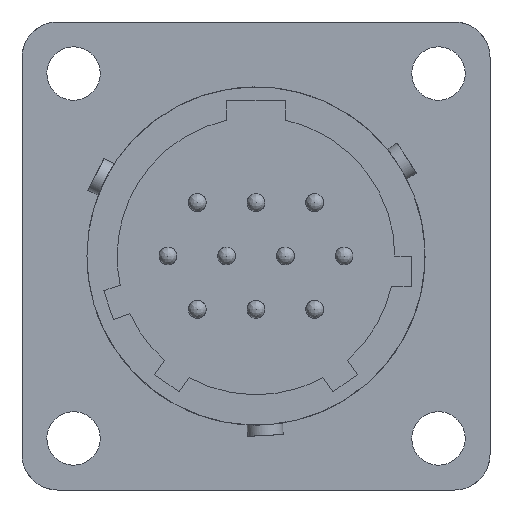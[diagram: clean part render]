
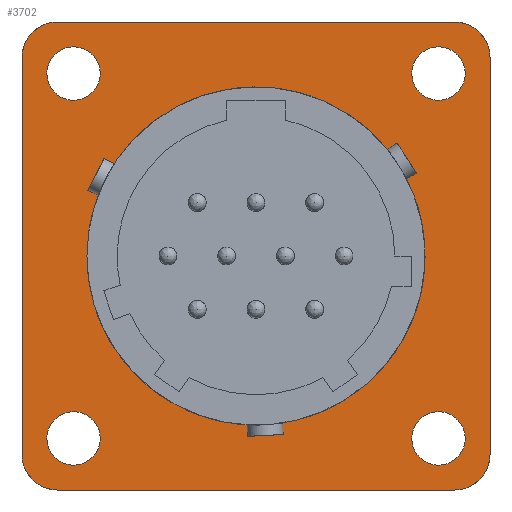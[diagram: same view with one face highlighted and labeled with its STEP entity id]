
A CAD part, front view. The second image highlights one B-rep face of the part: STEP entity #3702.
In plain terms, the highlighted free-form (B-spline) face has degree [1, 1] with [2, 2] control points.
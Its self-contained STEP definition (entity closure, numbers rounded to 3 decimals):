
#3649 = VERTEX_POINT('',#3650);
#3650 = CARTESIAN_POINT('',(-13.15,11.42,11.15));
#3655 = EDGE_CURVE('',#3649,#3656,#3658,.T.);
#3656 = VERTEX_POINT('',#3657);
#3657 = CARTESIAN_POINT('',(-11.15,11.42,13.15));
#3658 = ( BOUNDED_CURVE() B_SPLINE_CURVE(2,(#3659,#3660,#3661),
.UNSPECIFIED.,.F.,.F.) B_SPLINE_CURVE_WITH_KNOTS((3,3),(-0.785,
0.785),.PIECEWISE_BEZIER_KNOTS.) CURVE() 
GEOMETRIC_REPRESENTATION_ITEM() RATIONAL_B_SPLINE_CURVE((1.,
0.707,1.)) REPRESENTATION_ITEM('') );
#3659 = CARTESIAN_POINT('',(-13.15,11.42,11.15));
#3660 = CARTESIAN_POINT('',(-13.15,11.42,13.15));
#3661 = CARTESIAN_POINT('',(-11.15,11.42,13.15));
#3679 = EDGE_CURVE('',#3656,#3680,#3682,.T.);
#3680 = VERTEX_POINT('',#3681);
#3681 = CARTESIAN_POINT('',(11.15,11.42,13.15));
#3682 = B_SPLINE_CURVE_WITH_KNOTS('',1,(#3683,#3684),.UNSPECIFIED.,.F.,
  .F.,(2,2),(0.2,2.43),.PIECEWISE_BEZIER_KNOTS.);
#3683 = CARTESIAN_POINT('',(-11.15,11.42,13.15));
#3684 = CARTESIAN_POINT('',(11.15,11.42,13.15));
#3702 = ADVANCED_FACE('',(#3703,#3750,#3766,#3782,#3804,#3820),#3836,.T.
  );
#3703 = FACE_BOUND('',#3704,.T.);
#3704 = EDGE_LOOP('',(#3705,#3706,#3713,#3721,#3728,#3736,#3743,#3749));
#3705 = ORIENTED_EDGE('',*,*,#3655,.F.);
#3706 = ORIENTED_EDGE('',*,*,#3707,.F.);
#3707 = EDGE_CURVE('',#3708,#3649,#3710,.T.);
#3708 = VERTEX_POINT('',#3709);
#3709 = CARTESIAN_POINT('',(-13.15,11.42,-11.15));
#3710 = B_SPLINE_CURVE_WITH_KNOTS('',1,(#3711,#3712),.UNSPECIFIED.,.F.,
  .F.,(2,2),(0.2,2.43),.PIECEWISE_BEZIER_KNOTS.);
#3711 = CARTESIAN_POINT('',(-13.15,11.42,-11.15));
#3712 = CARTESIAN_POINT('',(-13.15,11.42,11.15));
#3713 = ORIENTED_EDGE('',*,*,#3714,.F.);
#3714 = EDGE_CURVE('',#3715,#3708,#3717,.T.);
#3715 = VERTEX_POINT('',#3716);
#3716 = CARTESIAN_POINT('',(-11.15,11.42,-13.15));
#3717 = ( BOUNDED_CURVE() B_SPLINE_CURVE(2,(#3718,#3719,#3720),
.UNSPECIFIED.,.F.,.F.) B_SPLINE_CURVE_WITH_KNOTS((3,3),(-0.785,
0.785),.PIECEWISE_BEZIER_KNOTS.) CURVE() 
GEOMETRIC_REPRESENTATION_ITEM() RATIONAL_B_SPLINE_CURVE((1.,
0.707,1.)) REPRESENTATION_ITEM('') );
#3718 = CARTESIAN_POINT('',(-11.15,11.42,-13.15));
#3719 = CARTESIAN_POINT('',(-13.15,11.42,-13.15));
#3720 = CARTESIAN_POINT('',(-13.15,11.42,-11.15));
#3721 = ORIENTED_EDGE('',*,*,#3722,.F.);
#3722 = EDGE_CURVE('',#3723,#3715,#3725,.T.);
#3723 = VERTEX_POINT('',#3724);
#3724 = CARTESIAN_POINT('',(11.15,11.42,-13.15));
#3725 = B_SPLINE_CURVE_WITH_KNOTS('',1,(#3726,#3727),.UNSPECIFIED.,.F.,
  .F.,(2,2),(0.2,2.43),.PIECEWISE_BEZIER_KNOTS.);
#3726 = CARTESIAN_POINT('',(11.15,11.42,-13.15));
#3727 = CARTESIAN_POINT('',(-11.15,11.42,-13.15));
#3728 = ORIENTED_EDGE('',*,*,#3729,.F.);
#3729 = EDGE_CURVE('',#3730,#3723,#3732,.T.);
#3730 = VERTEX_POINT('',#3731);
#3731 = CARTESIAN_POINT('',(13.15,11.42,-11.15));
#3732 = ( BOUNDED_CURVE() B_SPLINE_CURVE(2,(#3733,#3734,#3735),
.UNSPECIFIED.,.F.,.F.) B_SPLINE_CURVE_WITH_KNOTS((3,3),(-0.785,
0.785),.PIECEWISE_BEZIER_KNOTS.) CURVE() 
GEOMETRIC_REPRESENTATION_ITEM() RATIONAL_B_SPLINE_CURVE((1.,
0.707,1.)) REPRESENTATION_ITEM('') );
#3733 = CARTESIAN_POINT('',(13.15,11.42,-11.15));
#3734 = CARTESIAN_POINT('',(13.15,11.42,-13.15));
#3735 = CARTESIAN_POINT('',(11.15,11.42,-13.15));
#3736 = ORIENTED_EDGE('',*,*,#3737,.F.);
#3737 = EDGE_CURVE('',#3738,#3730,#3740,.T.);
#3738 = VERTEX_POINT('',#3739);
#3739 = CARTESIAN_POINT('',(13.15,11.42,11.15));
#3740 = B_SPLINE_CURVE_WITH_KNOTS('',1,(#3741,#3742),.UNSPECIFIED.,.F.,
  .F.,(2,2),(0.2,2.43),.PIECEWISE_BEZIER_KNOTS.);
#3741 = CARTESIAN_POINT('',(13.15,11.42,11.15));
#3742 = CARTESIAN_POINT('',(13.15,11.42,-11.15));
#3743 = ORIENTED_EDGE('',*,*,#3744,.F.);
#3744 = EDGE_CURVE('',#3680,#3738,#3745,.T.);
#3745 = ( BOUNDED_CURVE() B_SPLINE_CURVE(2,(#3746,#3747,#3748),
.UNSPECIFIED.,.F.,.F.) B_SPLINE_CURVE_WITH_KNOTS((3,3),(-0.785,
0.785),.PIECEWISE_BEZIER_KNOTS.) CURVE() 
GEOMETRIC_REPRESENTATION_ITEM() RATIONAL_B_SPLINE_CURVE((1.,
0.707,1.)) REPRESENTATION_ITEM('') );
#3746 = CARTESIAN_POINT('',(11.15,11.42,13.15));
#3747 = CARTESIAN_POINT('',(13.15,11.42,13.15));
#3748 = CARTESIAN_POINT('',(13.15,11.42,11.15));
#3749 = ORIENTED_EDGE('',*,*,#3679,.F.);
#3750 = FACE_BOUND('',#3751,.T.);
#3751 = EDGE_LOOP('',(#3752));
#3752 = ORIENTED_EDGE('',*,*,#3753,.F.);
#3753 = EDGE_CURVE('',#3754,#3754,#3756,.T.);
#3754 = VERTEX_POINT('',#3755);
#3755 = CARTESIAN_POINT('',(8.753,11.42,10.253));
#3756 = ( BOUNDED_CURVE() B_SPLINE_CURVE(2,(#3757,#3758,#3759,#3760,
    #3761,#3762,#3763,#3764,#3765),.UNSPECIFIED.,.T.,.F.) 
B_SPLINE_CURVE_WITH_KNOTS((3,2,2,2,3),(-3.142,-1.571,0.
,1.571,3.142),.UNSPECIFIED.) CURVE() 
GEOMETRIC_REPRESENTATION_ITEM() RATIONAL_B_SPLINE_CURVE((1.,
    0.707,1.,0.707,1.,0.707,1.,0.707
,1.)) REPRESENTATION_ITEM('') );
#3757 = CARTESIAN_POINT('',(8.753,11.42,10.253));
#3758 = CARTESIAN_POINT('',(8.753,11.42,8.753));
#3759 = CARTESIAN_POINT('',(10.253,11.42,8.753));
#3760 = CARTESIAN_POINT('',(11.753,11.42,8.753));
#3761 = CARTESIAN_POINT('',(11.753,11.42,10.253));
#3762 = CARTESIAN_POINT('',(11.753,11.42,11.753));
#3763 = CARTESIAN_POINT('',(10.253,11.42,11.753));
#3764 = CARTESIAN_POINT('',(8.753,11.42,11.753));
#3765 = CARTESIAN_POINT('',(8.753,11.42,10.253));
#3766 = FACE_BOUND('',#3767,.T.);
#3767 = EDGE_LOOP('',(#3768));
#3768 = ORIENTED_EDGE('',*,*,#3769,.F.);
#3769 = EDGE_CURVE('',#3770,#3770,#3772,.T.);
#3770 = VERTEX_POINT('',#3771);
#3771 = CARTESIAN_POINT('',(-11.753,11.42,-10.253));
#3772 = ( BOUNDED_CURVE() B_SPLINE_CURVE(2,(#3773,#3774,#3775,#3776,
    #3777,#3778,#3779,#3780,#3781),.UNSPECIFIED.,.T.,.F.) 
B_SPLINE_CURVE_WITH_KNOTS((3,2,2,2,3),(-3.142,-1.571,0.
,1.571,3.142),.UNSPECIFIED.) CURVE() 
GEOMETRIC_REPRESENTATION_ITEM() RATIONAL_B_SPLINE_CURVE((1.,
    0.707,1.,0.707,1.,0.707,1.,0.707
,1.)) REPRESENTATION_ITEM('') );
#3773 = CARTESIAN_POINT('',(-11.753,11.42,-10.253));
#3774 = CARTESIAN_POINT('',(-11.753,11.42,-11.753));
#3775 = CARTESIAN_POINT('',(-10.253,11.42,-11.753));
#3776 = CARTESIAN_POINT('',(-8.753,11.42,-11.753));
#3777 = CARTESIAN_POINT('',(-8.753,11.42,-10.253));
#3778 = CARTESIAN_POINT('',(-8.753,11.42,-8.753));
#3779 = CARTESIAN_POINT('',(-10.253,11.42,-8.753));
#3780 = CARTESIAN_POINT('',(-11.753,11.42,-8.753));
#3781 = CARTESIAN_POINT('',(-11.753,11.42,-10.253));
#3782 = FACE_BOUND('',#3783,.T.);
#3783 = EDGE_LOOP('',(#3784,#3796));
#3784 = ORIENTED_EDGE('',*,*,#3785,.T.);
#3785 = EDGE_CURVE('',#3786,#3788,#3790,.T.);
#3786 = VERTEX_POINT('',#3787);
#3787 = CARTESIAN_POINT('',(9.5,11.42,0.));
#3788 = VERTEX_POINT('',#3789);
#3789 = CARTESIAN_POINT('',(-9.5,11.42,0.));
#3790 = ( BOUNDED_CURVE() B_SPLINE_CURVE(2,(#3791,#3792,#3793,#3794,
#3795),.UNSPECIFIED.,.F.,.F.) B_SPLINE_CURVE_WITH_KNOTS((3,2,3),(
    -3.142,-1.571,0.),.UNSPECIFIED.) 
CURVE() GEOMETRIC_REPRESENTATION_ITEM() RATIONAL_B_SPLINE_CURVE((1.,
0.707,1.,0.707,1.)) REPRESENTATION_ITEM('') );
#3791 = CARTESIAN_POINT('',(9.5,11.42,0.));
#3792 = CARTESIAN_POINT('',(9.5,11.42,-9.5));
#3793 = CARTESIAN_POINT('',(0.,11.42,-9.5));
#3794 = CARTESIAN_POINT('',(-9.5,11.42,-9.5));
#3795 = CARTESIAN_POINT('',(-9.5,11.42,0.));
#3796 = ORIENTED_EDGE('',*,*,#3797,.T.);
#3797 = EDGE_CURVE('',#3788,#3786,#3798,.T.);
#3798 = ( BOUNDED_CURVE() B_SPLINE_CURVE(2,(#3799,#3800,#3801,#3802,
#3803),.UNSPECIFIED.,.F.,.F.) B_SPLINE_CURVE_WITH_KNOTS((3,2,3),(
0.,1.571,3.142),.UNSPECIFIED.) CURVE() 
GEOMETRIC_REPRESENTATION_ITEM() RATIONAL_B_SPLINE_CURVE((1.,
0.707,1.,0.707,1.)) REPRESENTATION_ITEM('') );
#3799 = CARTESIAN_POINT('',(-9.5,11.42,0.));
#3800 = CARTESIAN_POINT('',(-9.5,11.42,9.5));
#3801 = CARTESIAN_POINT('',(0.,11.42,9.5));
#3802 = CARTESIAN_POINT('',(9.5,11.42,9.5));
#3803 = CARTESIAN_POINT('',(9.5,11.42,0.));
#3804 = FACE_BOUND('',#3805,.T.);
#3805 = EDGE_LOOP('',(#3806));
#3806 = ORIENTED_EDGE('',*,*,#3807,.F.);
#3807 = EDGE_CURVE('',#3808,#3808,#3810,.T.);
#3808 = VERTEX_POINT('',#3809);
#3809 = CARTESIAN_POINT('',(-11.753,11.42,10.253));
#3810 = ( BOUNDED_CURVE() B_SPLINE_CURVE(2,(#3811,#3812,#3813,#3814,
    #3815,#3816,#3817,#3818,#3819),.UNSPECIFIED.,.T.,.F.) 
B_SPLINE_CURVE_WITH_KNOTS((3,2,2,2,3),(-3.142,-1.571,0.
,1.571,3.142),.UNSPECIFIED.) CURVE() 
GEOMETRIC_REPRESENTATION_ITEM() RATIONAL_B_SPLINE_CURVE((1.,
    0.707,1.,0.707,1.,0.707,1.,0.707
,1.)) REPRESENTATION_ITEM('') );
#3811 = CARTESIAN_POINT('',(-11.753,11.42,10.253));
#3812 = CARTESIAN_POINT('',(-11.753,11.42,8.753));
#3813 = CARTESIAN_POINT('',(-10.253,11.42,8.753));
#3814 = CARTESIAN_POINT('',(-8.753,11.42,8.753));
#3815 = CARTESIAN_POINT('',(-8.753,11.42,10.253));
#3816 = CARTESIAN_POINT('',(-8.753,11.42,11.753));
#3817 = CARTESIAN_POINT('',(-10.253,11.42,11.753));
#3818 = CARTESIAN_POINT('',(-11.753,11.42,11.753));
#3819 = CARTESIAN_POINT('',(-11.753,11.42,10.253));
#3820 = FACE_BOUND('',#3821,.T.);
#3821 = EDGE_LOOP('',(#3822));
#3822 = ORIENTED_EDGE('',*,*,#3823,.F.);
#3823 = EDGE_CURVE('',#3824,#3824,#3826,.T.);
#3824 = VERTEX_POINT('',#3825);
#3825 = CARTESIAN_POINT('',(8.753,11.42,-10.253));
#3826 = ( BOUNDED_CURVE() B_SPLINE_CURVE(2,(#3827,#3828,#3829,#3830,
    #3831,#3832,#3833,#3834,#3835),.UNSPECIFIED.,.T.,.F.) 
B_SPLINE_CURVE_WITH_KNOTS((3,2,2,2,3),(-3.142,-1.571,0.
,1.571,3.142),.UNSPECIFIED.) CURVE() 
GEOMETRIC_REPRESENTATION_ITEM() RATIONAL_B_SPLINE_CURVE((1.,
    0.707,1.,0.707,1.,0.707,1.,0.707
,1.)) REPRESENTATION_ITEM('') );
#3827 = CARTESIAN_POINT('',(8.753,11.42,-10.253));
#3828 = CARTESIAN_POINT('',(8.753,11.42,-11.753));
#3829 = CARTESIAN_POINT('',(10.253,11.42,-11.753));
#3830 = CARTESIAN_POINT('',(11.753,11.42,-11.753));
#3831 = CARTESIAN_POINT('',(11.753,11.42,-10.253));
#3832 = CARTESIAN_POINT('',(11.753,11.42,-8.753));
#3833 = CARTESIAN_POINT('',(10.253,11.42,-8.753));
#3834 = CARTESIAN_POINT('',(8.753,11.42,-8.753));
#3835 = CARTESIAN_POINT('',(8.753,11.42,-10.253));
#3836 = B_SPLINE_SURFACE_WITH_KNOTS('',1,1,(
    (#3837,#3838)
    ,(#3839,#3840
  )),.UNSPECIFIED.,.F.,.F.,.F.,(2,2),(2,2),(-1.316,1.316),(-1.316,1.316)
  ,.PIECEWISE_BEZIER_KNOTS.);
#3837 = CARTESIAN_POINT('',(13.16,11.42,13.16));
#3838 = CARTESIAN_POINT('',(13.16,11.42,-13.16));
#3839 = CARTESIAN_POINT('',(-13.16,11.42,13.16));
#3840 = CARTESIAN_POINT('',(-13.16,11.42,-13.16));
